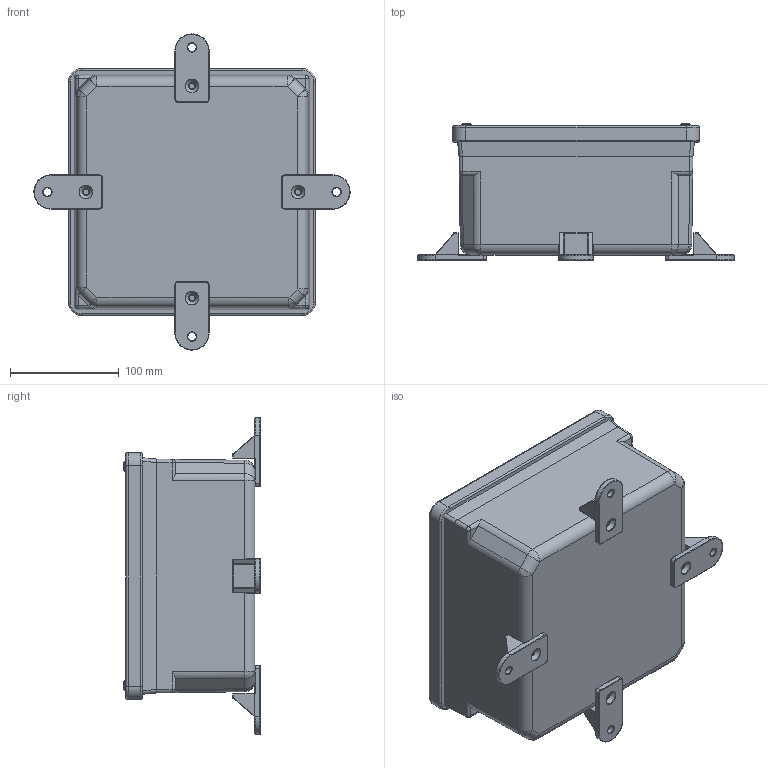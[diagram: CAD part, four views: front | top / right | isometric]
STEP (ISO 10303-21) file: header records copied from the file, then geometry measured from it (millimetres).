
FILE_DESCRIPTION (( 'STEP AP214' ), '1' );
FILE_NAME ('J884PVC.STEP', '2019-07-09T21:54:29', ( '' ), ( '' ), 'SwSTEP 2.0', 'SolidWorks 2018', '' );
FILE_SCHEMA (( 'AUTOMOTIVE_DESIGN' ));
Length unit declared in the file: inch
Products named in the file (1): J884PVC
Bounding box: 291.46 x 126.19 x 291.46 mm (x, y, z)
Volume: 1172096.2 mm3; surface area: 447619.4 mm2
Topology: 19 solids, 19 shells, 1001 faces, 2279 edges, 1333 vertices
Faces by surface type: plane 443, cylinder 338, bspline 202, cone 18
Full cylindrical faces by diameter (mm): 3.302 x4, 4.5 x4, 4.762 x4, 5.08 x12, 6.35 x4, 6.731 x4, 7 x4, 7.874 x4, 8.255 x4, 9 x4, 9.906 x4, 11.938 x4, 12.192 x4, 12.7 x4
Entity records: 52809 total; most frequent: CARTESIAN_POINT 32294, ORIENTED_EDGE 4282, DIRECTION 3762, EDGE_CURVE 2141, AXIS2_PLACEMENT_3D 1335, VERTEX_POINT 1304, EDGE_LOOP 1177, LINE 1092
